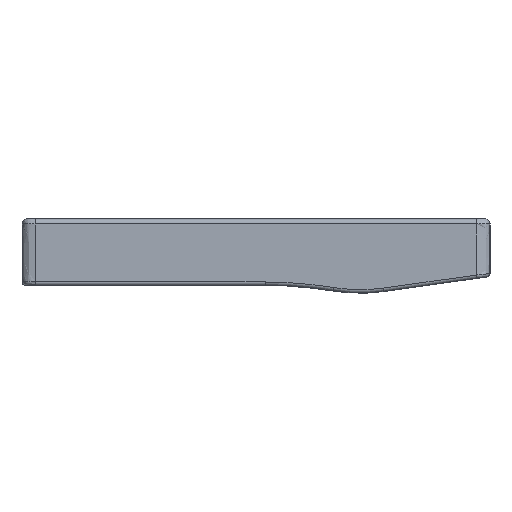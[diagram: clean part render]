
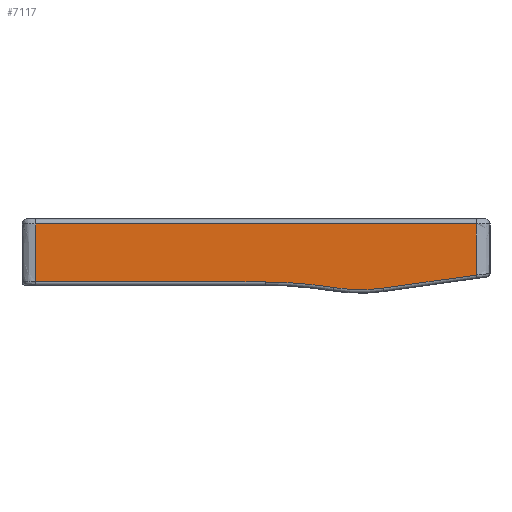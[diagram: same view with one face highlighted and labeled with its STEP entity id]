
A CAD part, left-side view. The second image highlights one B-rep face of the part: STEP entity #7117.
In plain terms, the highlighted planar face has unit normal (-1, 0, 0).
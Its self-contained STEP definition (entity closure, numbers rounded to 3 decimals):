
#176=B_SPLINE_CURVE_WITH_KNOTS('',3,(#12302,#12303,#12304,#12305),
 .UNSPECIFIED.,.F.,.F.,(4,4),(0.15,1.655),.UNSPECIFIED.);
#178=B_SPLINE_CURVE_WITH_KNOTS('',3,(#12321,#12322,#12323,#12324),
 .UNSPECIFIED.,.F.,.F.,(4,4),(-1.86,-0.15),.UNSPECIFIED.);
#252=PLANE('',#7644);
#476=FACE_OUTER_BOUND('',#895,.T.);
#895=EDGE_LOOP('',(#5265,#5266,#5267,#5268,#5269,#5270,#5271));
#1454=LINE('',#11649,#2114);
#1462=LINE('',#12326,#2122);
#1463=LINE('',#12331,#2123);
#2114=VECTOR('',#8793,10.);
#2122=VECTOR('',#8823,10.);
#2123=VECTOR('',#8828,10.);
#2674=CIRCLE('',#7645,126.);
#2675=CIRCLE('',#7646,49.);
#3200=VERTEX_POINT('',#11642);
#3203=VERTEX_POINT('',#11647);
#3219=VERTEX_POINT('',#12301);
#3220=VERTEX_POINT('',#12320);
#3221=VERTEX_POINT('',#12325);
#3222=VERTEX_POINT('',#12327);
#3223=VERTEX_POINT('',#12329);
#3975=EDGE_CURVE('',#3203,#3200,#1454,.T.);
#4001=EDGE_CURVE('',#3200,#3219,#176,.T.);
#4003=EDGE_CURVE('',#3220,#3203,#178,.T.);
#4004=EDGE_CURVE('',#3221,#3220,#1462,.T.);
#4005=EDGE_CURVE('',#3222,#3221,#2674,.T.);
#4006=EDGE_CURVE('',#3223,#3222,#2675,.T.);
#4007=EDGE_CURVE('',#3219,#3223,#1463,.T.);
#5265=ORIENTED_EDGE('',*,*,#3975,.F.);
#5266=ORIENTED_EDGE('',*,*,#4003,.F.);
#5267=ORIENTED_EDGE('',*,*,#4004,.F.);
#5268=ORIENTED_EDGE('',*,*,#4005,.F.);
#5269=ORIENTED_EDGE('',*,*,#4006,.F.);
#5270=ORIENTED_EDGE('',*,*,#4007,.F.);
#5271=ORIENTED_EDGE('',*,*,#4001,.F.);
#7117=ADVANCED_FACE('',(#476),#252,.T.);
#7644=AXIS2_PLACEMENT_3D('',#12319,#8821,#8822);
#7645=AXIS2_PLACEMENT_3D('',#12328,#8824,#8825);
#7646=AXIS2_PLACEMENT_3D('',#12330,#8826,#8827);
#8793=DIRECTION('',(0.,-1.,0.));
#8821=DIRECTION('center_axis',(-1.,0.,0.));
#8822=DIRECTION('ref_axis',(0.,1.,0.));
#8823=DIRECTION('',(0.,1.,0.));
#8824=DIRECTION('center_axis',(-1.,0.,0.));
#8825=DIRECTION('ref_axis',(0.,-0.081,0.997));
#8826=DIRECTION('center_axis',(1.,0.,0.));
#8827=DIRECTION('ref_axis',(0.,0.011,-1.));
#8828=DIRECTION('',(0.,0.99,-0.139));
#11642=CARTESIAN_POINT('',(-4.475,-124.538,6.5));
#11647=CARTESIAN_POINT('',(-4.475,5.475,6.5));
#11649=CARTESIAN_POINT('',(-4.475,-94.034,6.5));
#12301=CARTESIAN_POINT('',(-4.475,-124.538,-8.552));
#12302=CARTESIAN_POINT('Ctrl Pts',(-4.475,-124.538,6.5));
#12303=CARTESIAN_POINT('Ctrl Pts',(-4.475,-124.538,1.483));
#12304=CARTESIAN_POINT('Ctrl Pts',(-4.475,-124.538,-3.535));
#12305=CARTESIAN_POINT('Ctrl Pts',(-4.475,-124.538,-8.552));
#12319=CARTESIAN_POINT('Origin',(-4.475,-128.538,8.));
#12320=CARTESIAN_POINT('',(-4.475,5.475,-10.6));
#12321=CARTESIAN_POINT('Ctrl Pts',(-4.475,5.475,-10.6));
#12322=CARTESIAN_POINT('Ctrl Pts',(-4.475,5.475,-4.9));
#12323=CARTESIAN_POINT('Ctrl Pts',(-4.475,5.475,0.8));
#12324=CARTESIAN_POINT('Ctrl Pts',(-4.475,5.475,6.5));
#12325=CARTESIAN_POINT('',(-4.475,-62.198,-10.6));
#12326=CARTESIAN_POINT('',(-4.475,-59.531,-10.6));
#12327=CARTESIAN_POINT('',(-4.475,-82.458,-12.24));
#12328=CARTESIAN_POINT('Origin',(-4.475,-62.198,-136.6));
#12329=CARTESIAN_POINT('',(-4.475,-97.157,-12.4));
#12330=CARTESIAN_POINT('Origin',(-4.475,-90.338,36.123));
#12331=CARTESIAN_POINT('',(-4.475,-129.57,-7.845));
